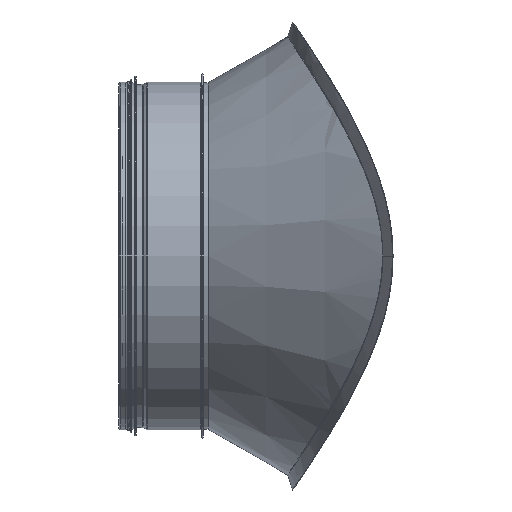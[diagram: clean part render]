
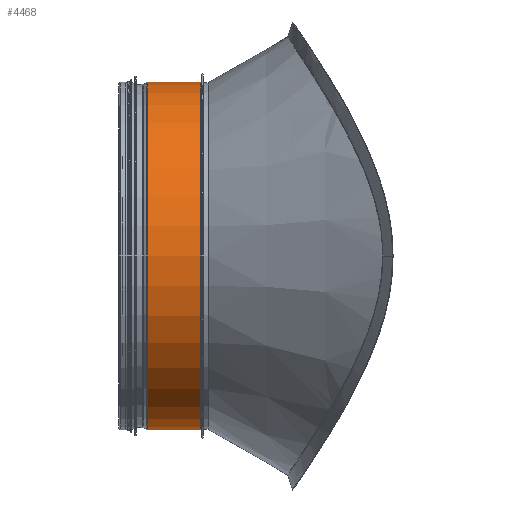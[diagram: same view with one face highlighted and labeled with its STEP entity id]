
A CAD part, left-side view. The second image highlights one B-rep face of the part: STEP entity #4468.
In plain terms, the highlighted cylindrical face has radius 156.925 mm (diameter 313.85 mm), a full revolution.
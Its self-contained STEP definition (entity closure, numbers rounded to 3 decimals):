
#3393=CARTESIAN_POINT('',(156.925,74.0,0.0));
#3394=VERTEX_POINT('',#3393);
#3444=CARTESIAN_POINT('',(156.925,74.0,-0.003));
#3445=VERTEX_POINT('',#3444);
#3468=CARTESIAN_POINT('',(156.925,25.5,0.0));
#3469=VERTEX_POINT('',#3468);
#3470=CARTESIAN_POINT('',(156.925,25.5,0.0));
#3471=DIRECTION('',(0.0,1.0,0.0));
#3472=VECTOR('',#3471,48.5);
#3473=LINE('',#3470,#3472);
#3474=EDGE_CURVE('',#3469,#3394,#3473,.T.);
#3507=CARTESIAN_POINT('',(156.925,25.5,-0.003));
#3508=VERTEX_POINT('',#3507);
#3515=CARTESIAN_POINT('',(156.925,74.0,-0.003));
#3516=DIRECTION('',(0.0,-1.0,0.0));
#3517=VECTOR('',#3516,48.5);
#3518=LINE('',#3515,#3517);
#3519=EDGE_CURVE('',#3445,#3508,#3518,.T.);
#4439=CARTESIAN_POINT('',(0.,74.,0.0));
#4440=DIRECTION('',(0.0,-1.0,0.0));
#4441=DIRECTION('',(1.0,0.0,0.0));
#4442=AXIS2_PLACEMENT_3D('',#4439,#4440,#4441);
#4443=CIRCLE('',#4442,156.925);
#4444=EDGE_CURVE('',#3394,#3445,#4443,.T.);
#4451=CARTESIAN_POINT('',(0.,39.957,0.0));
#4452=DIRECTION('',(0.,-1.0,0.0));
#4453=DIRECTION('',(1.0,0.0,0.0));
#4454=AXIS2_PLACEMENT_3D('',#4451,#4452,#4453);
#4455=CYLINDRICAL_SURFACE('',#4454,156.925);
#4456=ORIENTED_EDGE('',*,*,#3519,.T.);
#4457=CARTESIAN_POINT('',(0.,25.5,0.0));
#4458=DIRECTION('',(0.0,-1.0,0.0));
#4459=DIRECTION('',(1.0,0.0,0.0));
#4460=AXIS2_PLACEMENT_3D('',#4457,#4458,#4459);
#4461=CIRCLE('',#4460,156.925);
#4462=EDGE_CURVE('',#3469,#3508,#4461,.T.);
#4463=ORIENTED_EDGE('',*,*,#4462,.F.);
#4464=ORIENTED_EDGE('',*,*,#3474,.T.);
#4465=ORIENTED_EDGE('',*,*,#4444,.T.);
#4466=EDGE_LOOP('',(#4456,#4463,#4464,#4465));
#4467=FACE_OUTER_BOUND('',#4466,.T.);
#4468=ADVANCED_FACE('',(#4467),#4455,.T.);
